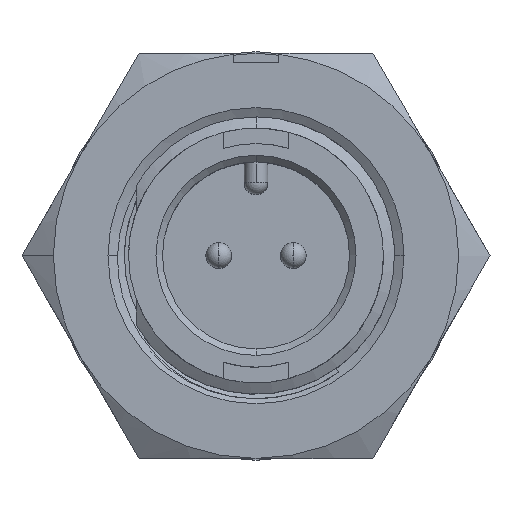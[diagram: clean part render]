
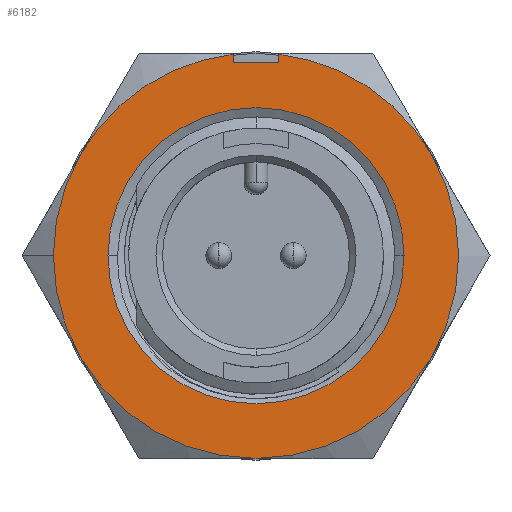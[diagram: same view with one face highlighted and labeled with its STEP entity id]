
A CAD part, top view. The second image highlights one B-rep face of the part: STEP entity #6182.
In plain terms, the highlighted planar face has unit normal (0, 0, 1).
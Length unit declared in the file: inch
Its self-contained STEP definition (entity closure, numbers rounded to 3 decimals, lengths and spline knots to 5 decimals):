
#331 = VERTEX_POINT ( 'NONE', #4479 ) ;
#364 = ORIENTED_EDGE ( 'NONE', *, *, #6233, .F. ) ;
#386 = ORIENTED_EDGE ( 'NONE', *, *, #6258, .T. ) ;
#391 = ORIENTED_EDGE ( 'NONE', *, *, #1386, .F. ) ;
#402 = ORIENTED_EDGE ( 'NONE', *, *, #1393, .F. ) ;
#428 = ORIENTED_EDGE ( 'NONE', *, *, #1387, .F. ) ;
#429 = ORIENTED_EDGE ( 'NONE', *, *, #1391, .F. ) ;
#433 = ORIENTED_EDGE ( 'NONE', *, *, #1388, .F. ) ;
#436 = ORIENTED_EDGE ( 'NONE', *, *, #1443, .F. ) ;
#452 = VERTEX_POINT ( 'NONE', #4457 ) ;
#468 = ORIENTED_EDGE ( 'NONE', *, *, #1439, .T. ) ;
#471 = VERTEX_POINT ( 'NONE', #4456 ) ;
#484 = VERTEX_POINT ( 'NONE', #4454 ) ;
#492 = VERTEX_POINT ( 'NONE', #4453 ) ;
#500 = ORIENTED_EDGE ( 'NONE', *, *, #6264, .T. ) ;
#502 = ORIENTED_EDGE ( 'NONE', *, *, #6213, .F. ) ;
#506 = ORIENTED_EDGE ( 'NONE', *, *, #6267, .F. ) ;
#593 = VERTEX_POINT ( 'NONE', #4440 ) ;
#667 = VERTEX_POINT ( 'NONE', #4426 ) ;
#924 = VERTEX_POINT ( 'NONE', #4406 ) ;
#1386 = EDGE_CURVE ( 'NONE', #924, #593, #5393, .T. ) ;
#1387 = EDGE_CURVE ( 'NONE', #484, #11849, #5359, .T. ) ;
#1388 = EDGE_CURVE ( 'NONE', #12033, #484, #5410, .T. ) ;
#1391 = EDGE_CURVE ( 'NONE', #452, #12033, #5407, .T. ) ;
#1393 = EDGE_CURVE ( 'NONE', #11849, #924, #5403, .T. ) ;
#1439 = EDGE_CURVE ( 'NONE', #331, #11833, #8915, .T. ) ;
#1443 = EDGE_CURVE ( 'NONE', #331, #452, #5357, .T. ) ;
#2072 = AXIS2_PLACEMENT_3D ( 'NONE', #10260, #10259, #10258 ) ;
#2081 = AXIS2_PLACEMENT_3D ( 'NONE', #10257, #10256, #10255 ) ;
#2091 = AXIS2_PLACEMENT_3D ( 'NONE', #10266, #10262, #10261 ) ;
#2094 = AXIS2_PLACEMENT_3D ( 'NONE', #10242, #10241, #10240 ) ;
#2098 = AXIS2_PLACEMENT_3D ( 'NONE', #8891, #8890, #8889 ) ;
#2100 = VECTOR ( 'NONE', #8913, 39.37008 ) ;
#2126 = AXIS2_PLACEMENT_3D ( 'NONE', #10230, #10229, #10228 ) ;
#4071 = AXIS2_PLACEMENT_3D ( 'NONE', #11450, #11449, #11447 ) ;
#4076 = FACE_BOUND ( 'NONE', #4526, .T. ) ;
#4077 = FACE_OUTER_BOUND ( 'NONE', #4510, .T. ) ;
#4112 = VECTOR ( 'NONE', #5728, 39.37008 ) ;
#4154 = AXIS2_PLACEMENT_3D ( 'NONE', #6134, #6139, #6138 ) ;
#4175 = AXIS2_PLACEMENT_3D ( 'NONE', #5964, #5963, #5962 ) ;
#4406 = CARTESIAN_POINT ( 'NONE',  ( -0.31, 0., 0.2909 ) ) ;
#4426 = CARTESIAN_POINT ( 'NONE',  ( -0.035, 0.30802, 0.2909 ) ) ;
#4440 = CARTESIAN_POINT ( 'NONE',  ( -0.26847, 0.155, 0.2909 ) ) ;
#4453 = CARTESIAN_POINT ( 'NONE',  ( -0.035, 0.295, 0.2909 ) ) ;
#4454 = CARTESIAN_POINT ( 'NONE',  ( 0., -0.31, 0.2909 ) ) ;
#4456 = CARTESIAN_POINT ( 'NONE',  ( 0.2265, 0., 0.2909 ) ) ;
#4457 = CARTESIAN_POINT ( 'NONE',  ( 0.26847, 0.155, 0.2909 ) ) ;
#4479 = CARTESIAN_POINT ( 'NONE',  ( 0.035, 0.30802, 0.2909 ) ) ;
#4510 = EDGE_LOOP ( 'NONE', ( #500, #386, #506, #391, #402, #428, #433, #429, #436, #468 ) ) ;
#4526 = EDGE_LOOP ( 'NONE', ( #364, #502 ) ) ;
#4917 = CIRCLE ( 'NONE', #4175, 0.2265 ) ;
#4926 = CIRCLE ( 'NONE', #4154, 0.2265 ) ;
#5105 = CARTESIAN_POINT ( 'NONE',  ( 0.035, 0.295, 0.2909 ) ) ;
#5120 = CARTESIAN_POINT ( 'NONE',  ( -0.26847, -0.155, 0.2909 ) ) ;
#5172 = CARTESIAN_POINT ( 'NONE',  ( -0.2265, 0., 0.2909 ) ) ;
#5251 = CARTESIAN_POINT ( 'NONE',  ( 0.26847, -0.155, 0.2909 ) ) ;
#5357 = CIRCLE ( 'NONE', #2098, 0.31 ) ;
#5359 = CIRCLE ( 'NONE', #2072, 0.31 ) ;
#5393 = CIRCLE ( 'NONE', #2091, 0.31 ) ;
#5403 = CIRCLE ( 'NONE', #2126, 0.31 ) ;
#5407 = CIRCLE ( 'NONE', #2094, 0.31 ) ;
#5410 = CIRCLE ( 'NONE', #2081, 0.31 ) ;
#5673 = DIRECTION ( 'NONE',  ( -1., 0., 0. ) ) ;
#5674 = DIRECTION ( 'NONE',  ( 0., 0., -1. ) ) ;
#5675 = CARTESIAN_POINT ( 'NONE',  ( 0., 0., 0.2909 ) ) ;
#5688 = DIRECTION ( 'NONE',  ( -1., 0., 0. ) ) ;
#5689 = CARTESIAN_POINT ( 'NONE',  ( -0.035, 0.295, 0.2909 ) ) ;
#5690 = LINE ( 'NONE', #5689, #6378 ) ;
#5728 = DIRECTION ( 'NONE',  ( 0., 1., 0. ) ) ;
#5730 = CARTESIAN_POINT ( 'NONE',  ( -0.035, 0.35188, 0.2909 ) ) ;
#5731 = LINE ( 'NONE', #5730, #4112 ) ;
#5962 = DIRECTION ( 'NONE',  ( 1., 0., 0. ) ) ;
#5963 = DIRECTION ( 'NONE',  ( 0., 0., 1. ) ) ;
#5964 = CARTESIAN_POINT ( 'NONE',  ( 0., 0., 0.2909 ) ) ;
#6134 = CARTESIAN_POINT ( 'NONE',  ( 0., 0., 0.2909 ) ) ;
#6138 = DIRECTION ( 'NONE',  ( 1., 0., 0. ) ) ;
#6139 = DIRECTION ( 'NONE',  ( 0., 0., 1. ) ) ;
#6182 = ADVANCED_FACE ( 'NONE', ( #4076, #4077 ), #11452, .F. ) ;
#6213 = EDGE_CURVE ( 'NONE', #11905, #471, #4926, .T. ) ;
#6233 = EDGE_CURVE ( 'NONE', #471, #11905, #4917, .T. ) ;
#6258 = EDGE_CURVE ( 'NONE', #492, #667, #5731, .T. ) ;
#6264 = EDGE_CURVE ( 'NONE', #11833, #492, #5690, .T. ) ;
#6267 = EDGE_CURVE ( 'NONE', #593, #667, #11604, .T. ) ;
#6378 = VECTOR ( 'NONE', #5688, 39.37008 ) ;
#6406 = AXIS2_PLACEMENT_3D ( 'NONE', #5675, #5674, #5673 ) ;
#8889 = DIRECTION ( 'NONE',  ( -1., 0., 0. ) ) ;
#8890 = DIRECTION ( 'NONE',  ( 0., 0., -1. ) ) ;
#8891 = CARTESIAN_POINT ( 'NONE',  ( 0., 0., 0.2909 ) ) ;
#8913 = DIRECTION ( 'NONE',  ( 0., -1., 0. ) ) ;
#8914 = CARTESIAN_POINT ( 'NONE',  ( 0.035, 0.35188, 0.2909 ) ) ;
#8915 = LINE ( 'NONE', #8914, #2100 ) ;
#10228 = DIRECTION ( 'NONE',  ( -1., 0., 0. ) ) ;
#10229 = DIRECTION ( 'NONE',  ( 0., 0., -1. ) ) ;
#10230 = CARTESIAN_POINT ( 'NONE',  ( 0., 0., 0.2909 ) ) ;
#10240 = DIRECTION ( 'NONE',  ( -1., 0., 0. ) ) ;
#10241 = DIRECTION ( 'NONE',  ( 0., 0., -1. ) ) ;
#10242 = CARTESIAN_POINT ( 'NONE',  ( 0., 0., 0.2909 ) ) ;
#10255 = DIRECTION ( 'NONE',  ( -1., 0., 0. ) ) ;
#10256 = DIRECTION ( 'NONE',  ( 0., 0., -1. ) ) ;
#10257 = CARTESIAN_POINT ( 'NONE',  ( 0., 0., 0.2909 ) ) ;
#10258 = DIRECTION ( 'NONE',  ( 0., 1., 0. ) ) ;
#10259 = DIRECTION ( 'NONE',  ( 0., 0., -1. ) ) ;
#10260 = CARTESIAN_POINT ( 'NONE',  ( 0., 0., 0.2909 ) ) ;
#10261 = DIRECTION ( 'NONE',  ( -1., 0., 0. ) ) ;
#10262 = DIRECTION ( 'NONE',  ( 0., 0., -1. ) ) ;
#10266 = CARTESIAN_POINT ( 'NONE',  ( 0., 0., 0.2909 ) ) ;
#11447 = DIRECTION ( 'NONE',  ( -1., 0., 0. ) ) ;
#11449 = DIRECTION ( 'NONE',  ( 0., 0., -1. ) ) ;
#11450 = CARTESIAN_POINT ( 'NONE',  ( 0., -0.62, 0.2909 ) ) ;
#11452 = PLANE ( 'NONE',  #4071 ) ;
#11604 = CIRCLE ( 'NONE', #6406, 0.31 ) ;
#11833 = VERTEX_POINT ( 'NONE', #5105 ) ;
#11849 = VERTEX_POINT ( 'NONE', #5120 ) ;
#11905 = VERTEX_POINT ( 'NONE', #5172 ) ;
#12033 = VERTEX_POINT ( 'NONE', #5251 ) ;
